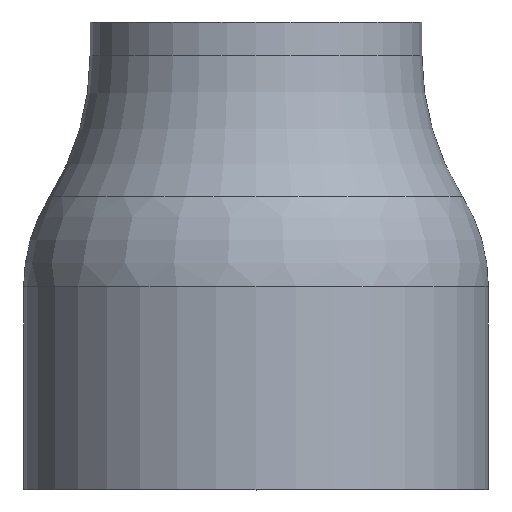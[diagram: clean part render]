
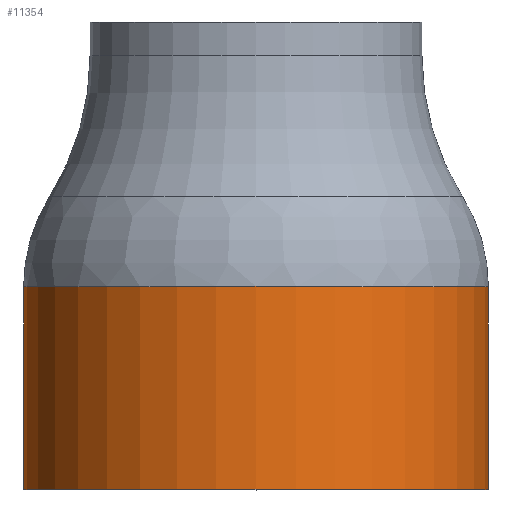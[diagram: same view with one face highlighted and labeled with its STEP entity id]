
A CAD part, top view. The second image highlights one B-rep face of the part: STEP entity #11354.
In plain terms, the highlighted cylindrical face has radius 11.115 mm (diameter 22.23 mm), a partial arc.
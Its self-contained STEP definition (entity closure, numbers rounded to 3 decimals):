
#792 = VERTEX_POINT ( 'NONE', #11279 ) ;
#1077 = CARTESIAN_POINT ( 'NONE',  ( 0., 6.585, 0. ) ) ;
#2587 = EDGE_LOOP ( 'NONE', ( #6165, #6362, #6371, #10787 ) ) ;
#2812 = CARTESIAN_POINT ( 'NONE',  ( 11.115, -6.07, 0. ) ) ;
#2946 = CIRCLE ( 'NONE', #7808, 11.115 ) ;
#3222 = VECTOR ( 'NONE', #10686, 1000. ) ;
#6165 = ORIENTED_EDGE ( 'NONE', *, *, #6866, .T. ) ;
#6362 = ORIENTED_EDGE ( 'NONE', *, *, #8753, .T. ) ;
#6371 = ORIENTED_EDGE ( 'NONE', *, *, #7129, .F. ) ;
#6599 = DIRECTION ( 'NONE',  ( -1., 0., 0. ) ) ;
#6866 = EDGE_CURVE ( 'NONE', #7942, #15450, #15793, .T. ) ;
#7129 = EDGE_CURVE ( 'NONE', #792, #11707, #2946, .T. ) ;
#7511 = CYLINDRICAL_SURFACE ( 'NONE', #8872, 11.115 ) ;
#7760 = DIRECTION ( 'NONE',  ( 0., 1., 0. ) ) ;
#7808 = AXIS2_PLACEMENT_3D ( 'NONE', #13110, #9291, #6599 ) ;
#7942 = VERTEX_POINT ( 'NONE', #15111 ) ;
#8078 = AXIS2_PLACEMENT_3D ( 'NONE', #14584, #9330, #9247 ) ;
#8753 = EDGE_CURVE ( 'NONE', #15450, #11707, #15622, .T. ) ;
#8872 = AXIS2_PLACEMENT_3D ( 'NONE', #1077, #7760, #14509 ) ;
#9024 = FACE_OUTER_BOUND ( 'NONE', #2587, .T. ) ;
#9247 = DIRECTION ( 'NONE',  ( -1., 0., 0. ) ) ;
#9291 = DIRECTION ( 'NONE',  ( 0., 1., 0. ) ) ;
#9330 = DIRECTION ( 'NONE',  ( 0., 1., 0. ) ) ;
#10686 = DIRECTION ( 'NONE',  ( 0., 1., 0. ) ) ;
#10787 = ORIENTED_EDGE ( 'NONE', *, *, #13216, .F. ) ;
#11279 = CARTESIAN_POINT ( 'NONE',  ( -11.115, -6.07, 0. ) ) ;
#11354 = ADVANCED_FACE ( 'NONE', ( #9024 ), #7511, .T. ) ;
#11707 = VERTEX_POINT ( 'NONE', #2812 ) ;
#12804 = CARTESIAN_POINT ( 'NONE',  ( 11.115, -15.767, 0. ) ) ;
#12904 = CARTESIAN_POINT ( 'NONE',  ( 11.115, 6.585, 0. ) ) ;
#13110 = CARTESIAN_POINT ( 'NONE',  ( 0., -6.07, 0. ) ) ;
#13216 = EDGE_CURVE ( 'NONE', #7942, #792, #15780, .T. ) ;
#13324 = CARTESIAN_POINT ( 'NONE',  ( -11.115, 6.585, 0. ) ) ;
#14509 = DIRECTION ( 'NONE',  ( -1., 0., 0. ) ) ;
#14584 = CARTESIAN_POINT ( 'NONE',  ( 0., -15.767, 0. ) ) ;
#15111 = CARTESIAN_POINT ( 'NONE',  ( -11.115, -15.767, 0. ) ) ;
#15450 = VERTEX_POINT ( 'NONE', #12804 ) ;
#15622 = LINE ( 'NONE', #12904, #16760 ) ;
#15780 = LINE ( 'NONE', #13324, #3222 ) ;
#15793 = CIRCLE ( 'NONE', #8078, 11.115 ) ;
#16721 = DIRECTION ( 'NONE',  ( 0., 1., 0. ) ) ;
#16760 = VECTOR ( 'NONE', #16721, 1000. ) ;
